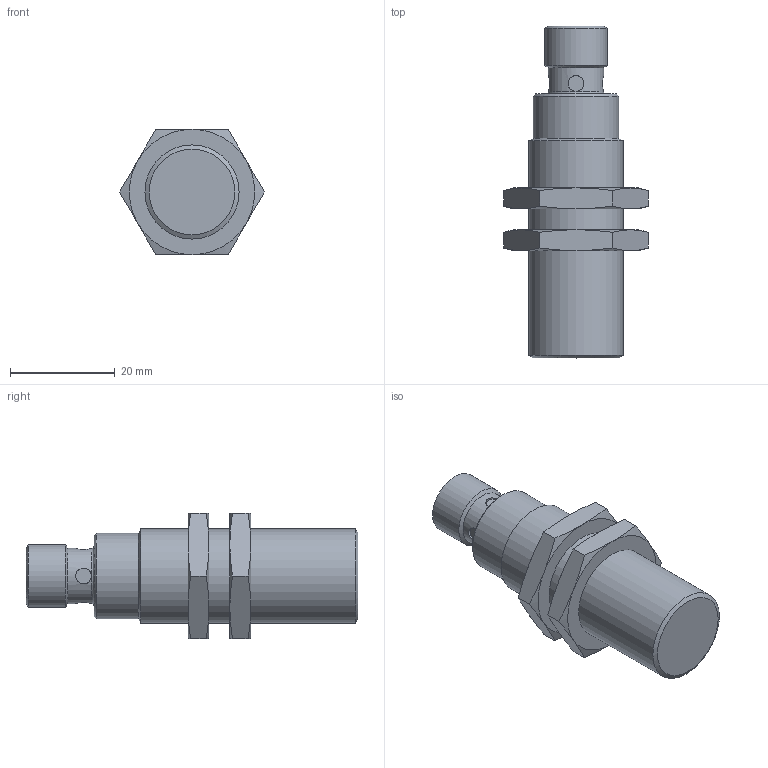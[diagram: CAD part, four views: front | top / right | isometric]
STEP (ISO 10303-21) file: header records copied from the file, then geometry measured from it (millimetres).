
FILE_DESCRIPTION (( 'STEP AP214' ), '1' );
FILE_NAME ('ISWE-M18MP-NSS-A0.STEP', '2025-08-26T18:36:17', ( '' ), ( '' ), 'SwSTEP 2.0', 'SolidWorks 2024', '' );
FILE_SCHEMA (( 'AUTOMOTIVE_DESIGN' ));
Length unit declared in the file: inch
Products named in the file (1): ISWE-M18MP-NSS-A0
Bounding box: 27.71 x 63.5 x 24 mm (x, y, z)
Volume: 15449.1 mm3; surface area: 6170.4 mm2
Topology: 3 solids, 3 shells, 89 faces, 184 edges, 110 vertices
Faces by surface type: cone 34, plane 31, cylinder 18, torus 6
Full cylindrical faces by diameter (mm): 1.015 x4, 3 x3, 3.025 x1, 8.5 x1, 10.55 x1, 12 x1, 16.407 x1, 16.917 x2, 18 x1
Entity records: 2507 total; most frequent: CARTESIAN_POINT 799, DIRECTION 340, ORIENTED_EDGE 290, AXIS2_PLACEMENT_3D 159, EDGE_CURVE 145, EDGE_LOOP 133, FACE_OUTER_BOUND 109, VERTEX_POINT 102
